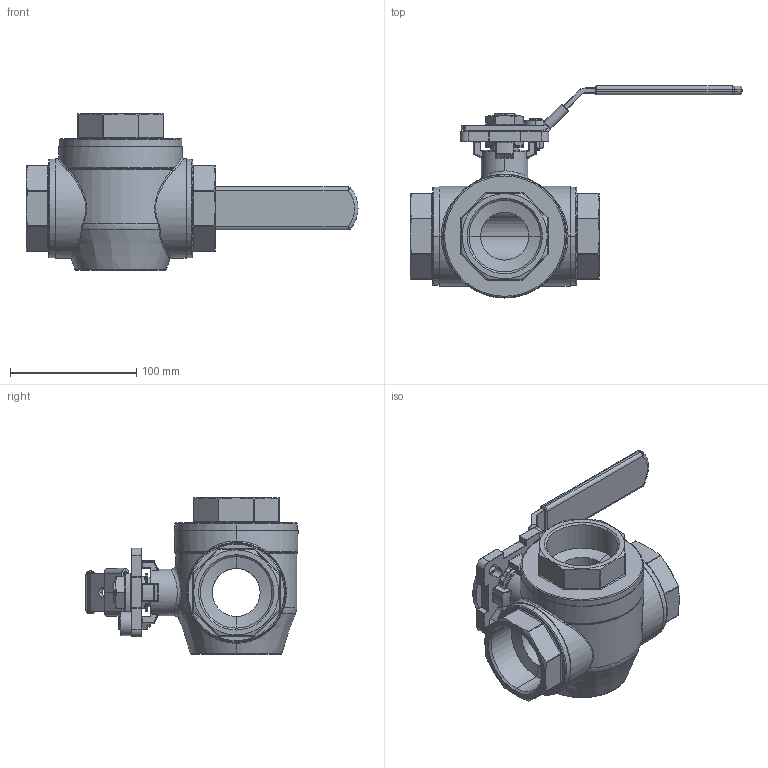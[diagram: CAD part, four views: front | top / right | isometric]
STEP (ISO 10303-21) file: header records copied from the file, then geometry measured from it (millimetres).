
FILE_DESCRIPTION (( 'STEP AP214' ), '1' );
FILE_NAME ('3W-200-00T-4 3-Wege-Kugelhahn 1803.STEP', '2018-03-13T16:26:44', ( '' ), ( '' ), 'SwSTEP 2.0', 'SolidWorks 2016', '' );
FILE_SCHEMA (( 'AUTOMOTIVE_DESIGN' ));
Length unit declared in the file: millimetre
Products named in the file (1): 3W-200-00T-4 3-Wege-Kugelhahn 1803
Bounding box: 263 x 168 x 124 mm (x, y, z)
Volume: 822191.6 mm3; surface area: 125089.4 mm2
Topology: 1 solids, 1 shells, 1298 faces, 3207 edges, 1913 vertices
Faces by surface type: plane 402, cylinder 358, bspline 235, torus 181, cone 64, sphere 58
Entity records: 54781 total; most frequent: CARTESIAN_POINT 22185, ORIENTED_EDGE 6322, DIRECTION 5744, EDGE_CURVE 3161, AXIS2_PLACEMENT_3D 2151, VERTEX_POINT 1911, LINE 1442, VECTOR 1442
